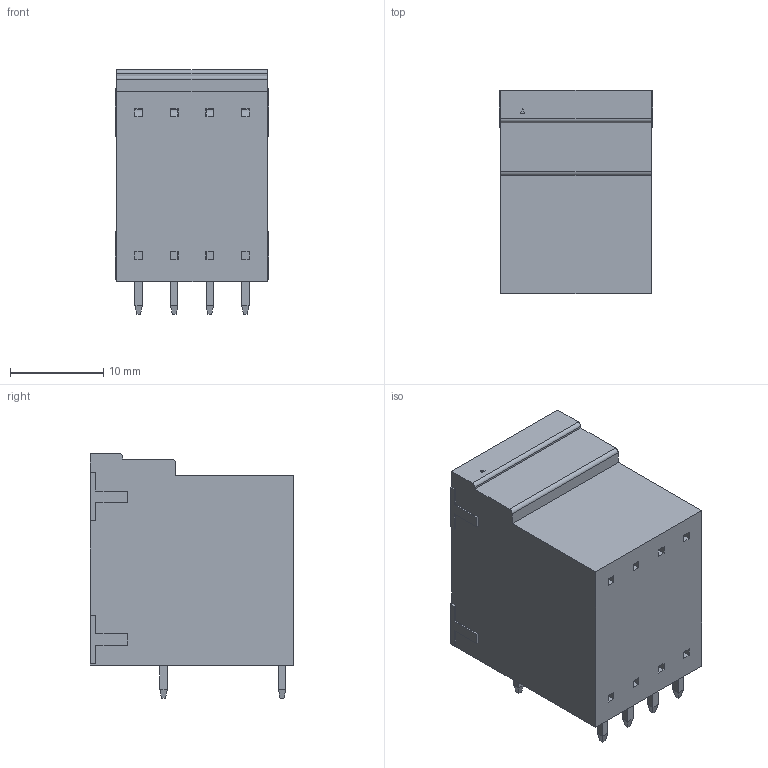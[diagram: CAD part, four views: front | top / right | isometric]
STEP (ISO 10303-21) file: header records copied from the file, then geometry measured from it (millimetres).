
FILE_DESCRIPTION (( 'STEP AP214' ), '1' );
FILE_NAME ('15EDGRH-3.81-08P-14-00AH.STEP', '2021-02-01T23:37:08', ( '' ), ( '' ), 'SwSTEP 2.0', 'SolidWorks 2020', '' );
FILE_SCHEMA (( 'AUTOMOTIVE_DESIGN' ));
Length unit declared in the file: millimetre
Products named in the file (1): 15EDGRH-3.81-08P-14-00AH
Bounding box: 16.47 x 21.8 x 26.2 mm (x, y, z)
Volume: 5541.1 mm3; surface area: 5365.6 mm2
Topology: 1 solids, 1 shells, 965 faces, 2561 edges, 1670 vertices
Faces by surface type: plane 758, bspline 161, cylinder 30, torus 16
Entity records: 42956 total; most frequent: CARTESIAN_POINT 14174, ORIENTED_EDGE 5122, DIRECTION 3997, EDGE_CURVE 2561, VECTOR 2123, LINE 2123, VERTEX_POINT 1670, EDGE_LOOP 1045
